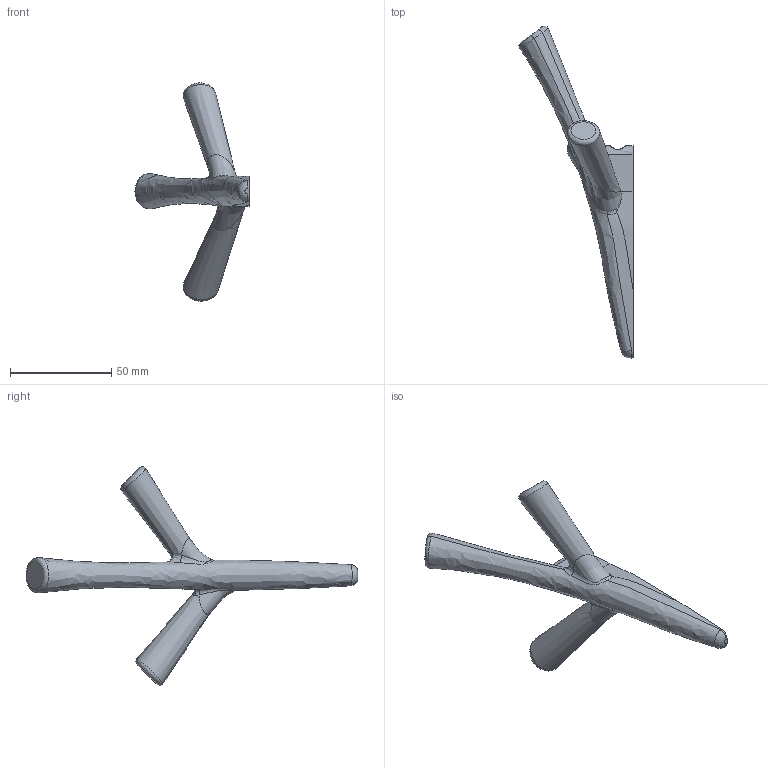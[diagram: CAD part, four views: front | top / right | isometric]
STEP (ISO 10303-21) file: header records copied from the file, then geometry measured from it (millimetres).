
FILE_DESCRIPTION(/* description */ (''),/* implementation_level */ '2;1');
FILE_NAME(/* name */ 'WZ-WALENCIA.stp',/* time_stamp */ '2023-08-24T13:03:54+02:00',/* author */ ('tomaszw'),/* organization */ (''),/* preprocessor_version */ 'ST-DEVELOPER v19.2',/* originating_system */ 'Autodesk Inventor 2023',/* authorisation */ '');
FILE_SCHEMA (('AUTOMOTIVE_DESIGN { 1 0 10303 214 3 1 1 }'));
Length unit declared in the file: millimetre
Products named in the file (3): WZ-WALENCIA; Solid1; Solid2
Assembly tree (2 placements, depth 2):
  WZ-WALENCIA
    Solid1
    Solid2
Bounding box: 56.41 x 164.23 x 108.01 mm (x, y, z)
Volume: 46663.1 mm3; surface area: 15609.8 mm2
Topology: 2 solids, 2 shells, 82 faces, 228 edges, 149 vertices
Faces by surface type: bspline 49, plane 22, cylinder 6, cone 5
Full cylindrical faces by diameter (mm): 4 x1, 7.5 x1
Entity records: 5711 total; most frequent: CARTESIAN_POINT 3868, ORIENTED_EDGE 456, EDGE_CURVE 228, DIRECTION 211, VERTEX_POINT 149, B_SPLINE_CURVE_WITH_KNOTS 130, EDGE_LOOP 87, FACE_OUTER_BOUND 82
